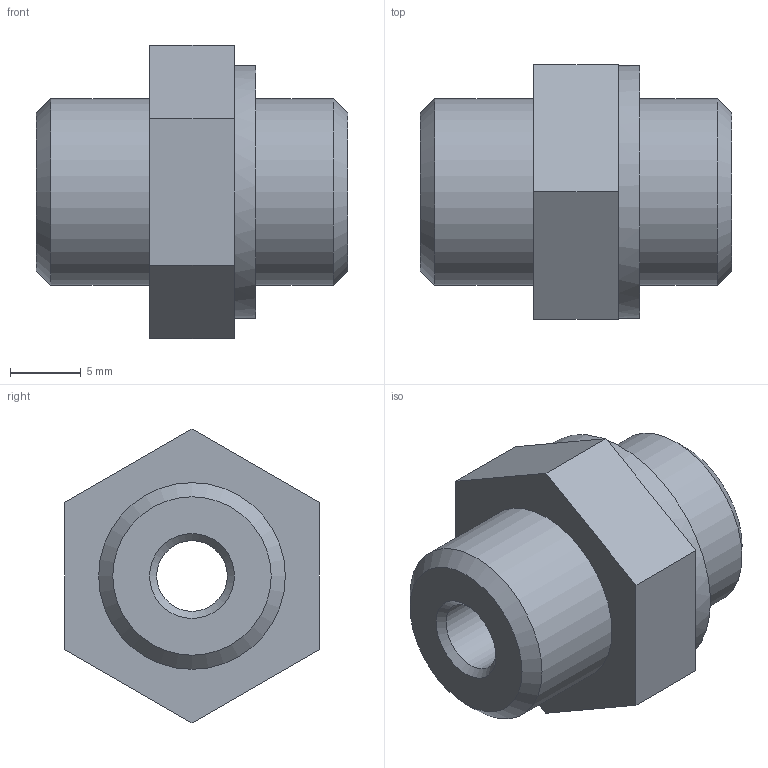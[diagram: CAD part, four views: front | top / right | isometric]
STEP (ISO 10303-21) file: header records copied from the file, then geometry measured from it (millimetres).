
FILE_DESCRIPTION (( 'STEP AP214' ), '1' );
FILE_NAME ('STARK_804 372_A.STEP', '2021-01-07T09:22:55', ( '' ), ( '' ), 'SwSTEP 2.0', 'SolidWorks 2019', '' );
FILE_SCHEMA (( 'AUTOMOTIVE_DESIGN' ));
Length unit declared in the file: millimetre
Products named in the file (1): STARK_804 372_A
Bounding box: 22 x 18 x 20.78 mm (x, y, z)
Volume: 3537.5 mm3; surface area: 1996.6 mm2
Topology: 1 solids, 1 shells, 21 faces, 45 edges, 30 vertices
Faces by surface type: plane 12, cylinder 5, cone 4
Full cylindrical faces by diameter (mm): 5 x1, 13.2 x2, 14.2 x1, 17.9 x1
Entity records: 585 total; most frequent: DIRECTION 90, CARTESIAN_POINT 80, ORIENTED_EDGE 64, AXIS2_PLACEMENT_3D 36, EDGE_LOOP 36, EDGE_CURVE 32, FACE_OUTER_BOUND 26, VERTEX_POINT 26
